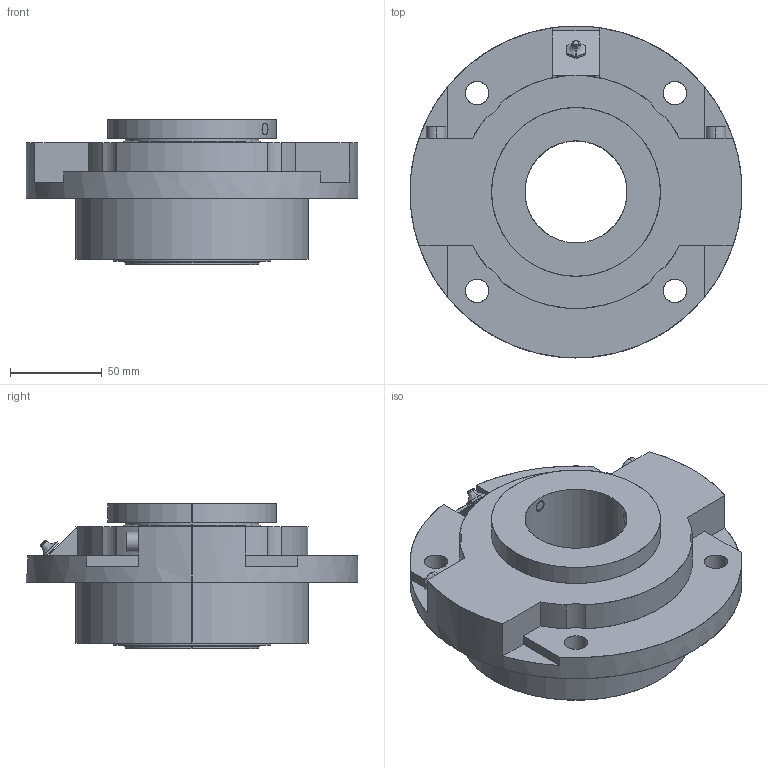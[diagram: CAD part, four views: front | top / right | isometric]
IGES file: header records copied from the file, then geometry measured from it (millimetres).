
Start section: SolidWorks IGES file using analytic representation for surfaces
Global section: file name: RFDEFAU12181618237671.igs; native system: SolidWorks 2011; preprocessor: SolidWorks 2011; author: partstream; date: 101218.161822; units: millimetre
Bounding box: 180.85 x 180.85 x 79.25 mm (x, y, z)
Surface area: 104647.2 mm2 (no closed solid volume)
Topology: 0 solids, 0 shells, 115 faces, 2607 edges, 2638 vertices
Faces by surface type: revolution 59, bspline 56
